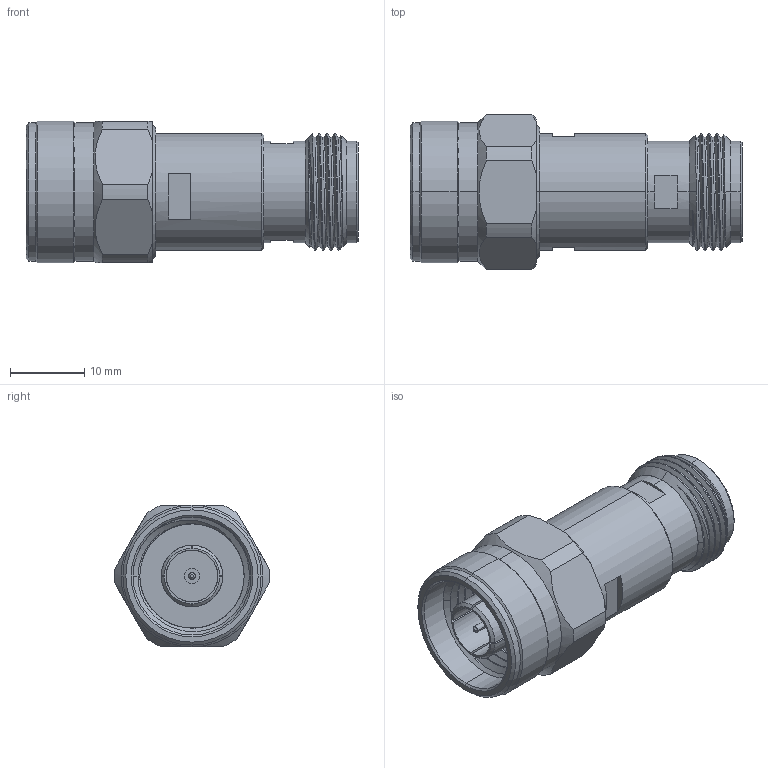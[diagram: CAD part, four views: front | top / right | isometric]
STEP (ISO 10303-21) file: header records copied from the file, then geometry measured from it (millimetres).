
FILE_DESCRIPTION (( 'STEP AP214' ), '1' );
FILE_NAME ('SD8234A_3D.step', '2025-04-28T16:01:51', ( '' ), ( '' ), 'SwSTEP 2.0', 'SolidWorks 2022', '' );
FILE_SCHEMA (( 'AUTOMOTIVE_DESIGN' ));
Length unit declared in the file: inch
Products named in the file (1): SD8234A_3D
Bounding box: 44.7 x 20.82 x 19.1 mm (x, y, z)
Volume: 7702.5 mm3; surface area: 4530.3 mm2
Topology: 1 solids, 1 shells, 175 faces, 448 edges, 289 vertices
Faces by surface type: plane 62, cylinder 61, cone 46, bspline 6
Entity records: 8354 total; most frequent: CARTESIAN_POINT 4256, ORIENTED_EDGE 896, DIRECTION 813, EDGE_CURVE 448, AXIS2_PLACEMENT_3D 321, VERTEX_POINT 289, EDGE_LOOP 189, ADVANCED_FACE 175
